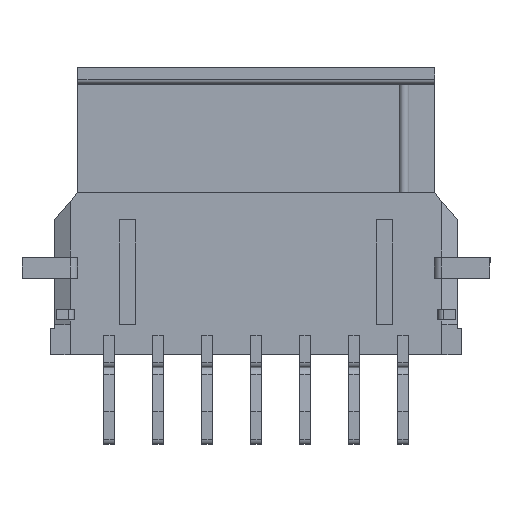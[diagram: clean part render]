
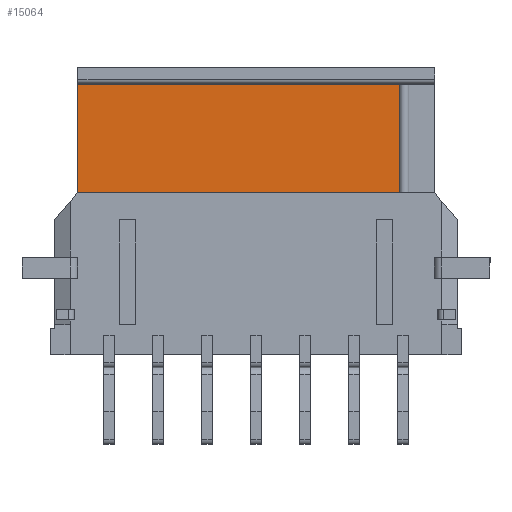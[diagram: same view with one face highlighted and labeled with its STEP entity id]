
A CAD part, front view. The second image highlights one B-rep face of the part: STEP entity #15064.
In plain terms, the highlighted face is planar.
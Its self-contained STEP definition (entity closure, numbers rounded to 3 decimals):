
#176 = EDGE_CURVE ( 'NONE', #38904, #27953, #37966, .T. ) ;
#849 = EDGE_CURVE ( 'NONE', #15690, #31356, #32843, .T. ) ;
#3830 = DIRECTION ( 'NONE',  ( 1., 0., 0. ) ) ;
#4135 = VECTOR ( 'NONE', #33976, 1000. ) ;
#6676 = CARTESIAN_POINT ( 'NONE',  ( 10.92, -2.98, 3.43 ) ) ;
#7493 = CARTESIAN_POINT ( 'NONE',  ( -8.74, 3.65, 3.43 ) ) ;
#9257 = VECTOR ( 'NONE', #16226, 1000. ) ;
#11499 = EDGE_CURVE ( 'NONE', #15690, #38904, #13270, .T. ) ;
#11749 = VECTOR ( 'NONE', #17841, 1000. ) ;
#11865 = ORIENTED_EDGE ( 'NONE', *, *, #17016, .F. ) ;
#12426 = DIRECTION ( 'NONE',  ( 1., 0., 0. ) ) ;
#13270 = LINE ( 'NONE', #14802, #11749 ) ;
#13516 = PLANE ( 'NONE',  #23391 ) ;
#14802 = CARTESIAN_POINT ( 'NONE',  ( -8.74, 3.65, 3.43 ) ) ;
#15054 = CARTESIAN_POINT ( 'NONE',  ( 10.92, 3.65, 3.43 ) ) ;
#15064 = ADVANCED_FACE ( 'NONE', ( #25017 ), #13516, .T. ) ;
#15690 = VERTEX_POINT ( 'NONE', #7493 ) ;
#16226 = DIRECTION ( 'NONE',  ( 0., -1., 0. ) ) ;
#16409 = DIRECTION ( 'NONE',  ( 0., 0., 1. ) ) ;
#16990 = CARTESIAN_POINT ( 'NONE',  ( -8.74, -2.98, 3.43 ) ) ;
#17016 = EDGE_CURVE ( 'NONE', #31356, #27953, #20683, .T. ) ;
#17841 = DIRECTION ( 'NONE',  ( 0., -1., 0. ) ) ;
#19655 = ORIENTED_EDGE ( 'NONE', *, *, #11499, .T. ) ;
#20683 = LINE ( 'NONE', #35489, #9257 ) ;
#23391 = AXIS2_PLACEMENT_3D ( 'NONE', #38982, #16409, #3830 ) ;
#24398 = VECTOR ( 'NONE', #12426, 1000. ) ;
#25017 = FACE_OUTER_BOUND ( 'NONE', #37129, .T. ) ;
#27455 = CARTESIAN_POINT ( 'NONE',  ( 10.92, -2.98, 3.43 ) ) ;
#27953 = VERTEX_POINT ( 'NONE', #6676 ) ;
#29314 = ORIENTED_EDGE ( 'NONE', *, *, #849, .F. ) ;
#31356 = VERTEX_POINT ( 'NONE', #39015 ) ;
#32843 = LINE ( 'NONE', #15054, #24398 ) ;
#33976 = DIRECTION ( 'NONE',  ( 1., 0., 0. ) ) ;
#35489 = CARTESIAN_POINT ( 'NONE',  ( 10.92, 0., 3.43 ) ) ;
#37129 = EDGE_LOOP ( 'NONE', ( #11865, #29314, #19655, #40766 ) ) ;
#37966 = LINE ( 'NONE', #27455, #4135 ) ;
#38904 = VERTEX_POINT ( 'NONE', #16990 ) ;
#38982 = CARTESIAN_POINT ( 'NONE',  ( 10.92, 3.65, 3.43 ) ) ;
#39015 = CARTESIAN_POINT ( 'NONE',  ( 10.92, 3.65, 3.43 ) ) ;
#40766 = ORIENTED_EDGE ( 'NONE', *, *, #176, .T. ) ;
